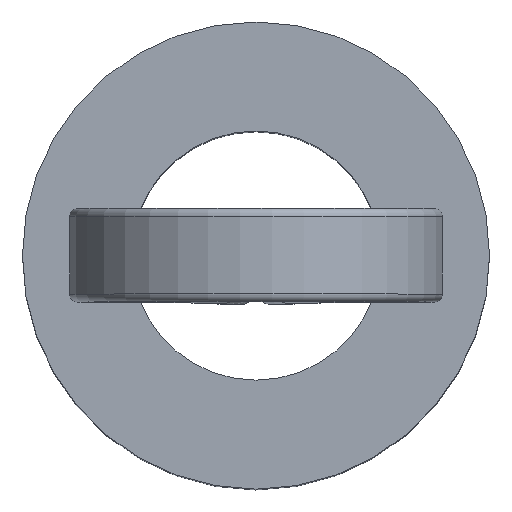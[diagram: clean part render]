
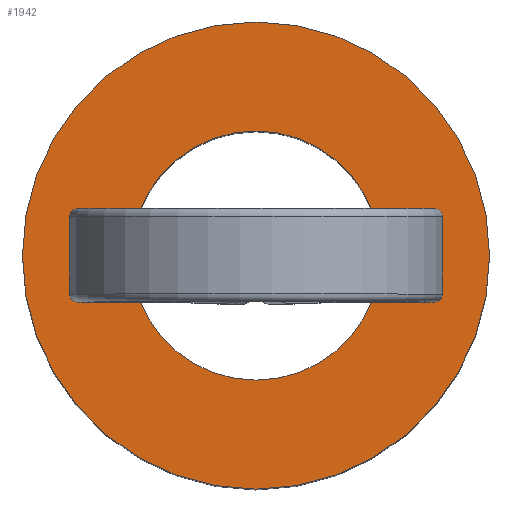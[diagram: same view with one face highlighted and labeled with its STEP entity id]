
A CAD part, top view. The second image highlights one B-rep face of the part: STEP entity #1942.
In plain terms, the highlighted planar face has unit normal (0, 0, 1).
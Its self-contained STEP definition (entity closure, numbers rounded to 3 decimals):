
#1802=CARTESIAN_POINT('',(1.5,0.,3.1));
#1803=VERTEX_POINT('',#1802);
#1812=CARTESIAN_POINT('',(-1.5,0.,3.1));
#1813=VERTEX_POINT('',#1812);
#1814=CARTESIAN_POINT('',(0.,0.,3.1));
#1815=DIRECTION('',(0.0,0.0,-1.0));
#1816=DIRECTION('',(1.0,0.0,0.0));
#1817=AXIS2_PLACEMENT_3D('',#1814,#1815,#1816);
#1818=CIRCLE('',#1817,1.5);
#1819=EDGE_CURVE('',#1803,#1813,#1818,.T.);
#1846=CARTESIAN_POINT('',(0.8,0.,3.1));
#1847=VERTEX_POINT('',#1846);
#1863=CARTESIAN_POINT('',(-0.8,0.,3.1));
#1864=VERTEX_POINT('',#1863);
#1871=CARTESIAN_POINT('',(0.,0.,3.1));
#1872=DIRECTION('',(0.0,0.0,-1.0));
#1873=DIRECTION('',(1.0,0.0,0.0));
#1874=AXIS2_PLACEMENT_3D('',#1871,#1872,#1873);
#1875=CIRCLE('',#1874,0.8);
#1876=EDGE_CURVE('',#1847,#1864,#1875,.T.);
#1887=CARTESIAN_POINT('',(0.,0.,3.1));
#1888=DIRECTION('',(0.0,0.0,-1.0));
#1889=DIRECTION('',(1.0,0.0,0.0));
#1890=AXIS2_PLACEMENT_3D('',#1887,#1888,#1889);
#1891=CIRCLE('',#1890,0.8);
#1892=EDGE_CURVE('',#1864,#1847,#1891,.T.);
#1919=CARTESIAN_POINT('',(0.,0.,3.1));
#1920=DIRECTION('',(0.0,0.0,-1.0));
#1921=DIRECTION('',(1.0,0.0,0.0));
#1922=AXIS2_PLACEMENT_3D('',#1919,#1920,#1921);
#1923=CIRCLE('',#1922,1.5);
#1924=EDGE_CURVE('',#1813,#1803,#1923,.T.);
#1929=CARTESIAN_POINT('',(0.,0.,3.1));
#1930=DIRECTION('',(0.0,0.0,1.0));
#1931=DIRECTION('',(1.0,0.0,0.0));
#1932=AXIS2_PLACEMENT_3D('',#1929,#1930,#1931);
#1933=PLANE('',#1932);
#1934=ORIENTED_EDGE('',*,*,#1819,.F.);
#1935=ORIENTED_EDGE('',*,*,#1924,.F.);
#1936=EDGE_LOOP('',(#1934,#1935));
#1937=FACE_OUTER_BOUND('',#1936,.T.);
#1938=ORIENTED_EDGE('',*,*,#1876,.T.);
#1939=ORIENTED_EDGE('',*,*,#1892,.T.);
#1940=EDGE_LOOP('',(#1938,#1939));
#1941=FACE_BOUND('',#1940,.T.);
#1942=ADVANCED_FACE('',(#1937,#1941),#1933,.T.);
